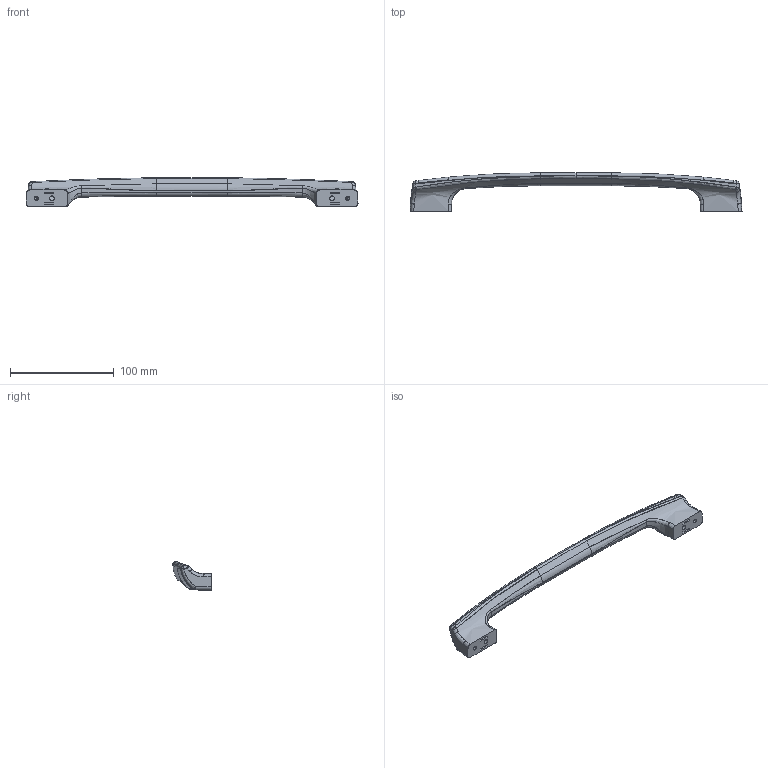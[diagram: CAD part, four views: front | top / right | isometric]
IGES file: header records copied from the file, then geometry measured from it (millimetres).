
Start section: SolidWorks IGES file using analytic representation for surfaces
Global section: file name: A-41-R-30.IGS,15; native system: HSolidWorks 2011; preprocessor: SolidWorks 2011; author: 1337yo; date: 120410.155439; units: millimetre
Bounding box: 319.98 x 37 x 27.86 mm (x, y, z)
Surface area: 27754 mm2 (no closed solid volume)
Topology: 0 solids, 0 shells, 214 faces, 2199 edges, 2195 vertices
Faces by surface type: bspline 170, revolution 44
